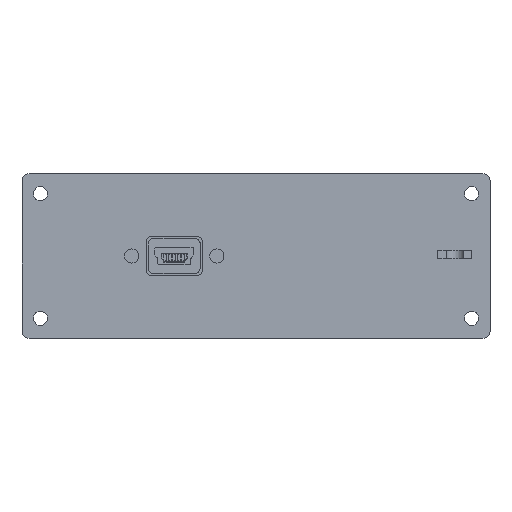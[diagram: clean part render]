
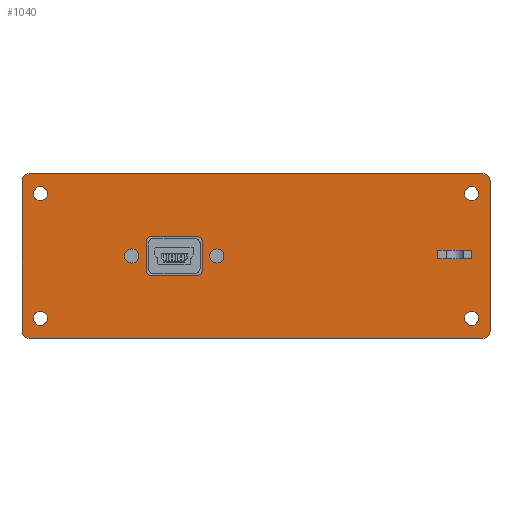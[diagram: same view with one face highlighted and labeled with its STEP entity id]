
A CAD part, top view. The second image highlights one B-rep face of the part: STEP entity #1040.
In plain terms, the highlighted planar face has unit normal (0, 0, 1).
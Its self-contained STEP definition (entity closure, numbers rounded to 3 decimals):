
#219=CARTESIAN_POINT('',(73.307,13.997,1.0));
#220=VERTEX_POINT('',#219);
#227=CARTESIAN_POINT('',(79.307,13.997,1.0));
#228=VERTEX_POINT('',#227);
#229=CARTESIAN_POINT('',(79.307,13.997,1.0));
#230=DIRECTION('',(-1.0,0.0,0.0));
#231=VECTOR('',#230,6.0);
#232=LINE('',#229,#231);
#233=EDGE_CURVE('',#228,#220,#232,.T.);
#250=CARTESIAN_POINT('',(73.307,15.497,1.0));
#251=VERTEX_POINT('',#250);
#258=CARTESIAN_POINT('',(73.307,13.997,1.0));
#259=DIRECTION('',(0.0,1.0,0.0));
#260=VECTOR('',#259,1.5);
#261=LINE('',#258,#260);
#262=EDGE_CURVE('',#220,#251,#261,.T.);
#275=CARTESIAN_POINT('',(79.307,15.497,1.0));
#276=VERTEX_POINT('',#275);
#277=CARTESIAN_POINT('',(79.307,15.497,1.0));
#278=DIRECTION('',(0.0,-1.0,0.0));
#279=VECTOR('',#278,1.5);
#280=LINE('',#277,#279);
#281=EDGE_CURVE('',#276,#228,#280,.T.);
#299=CARTESIAN_POINT('',(73.307,15.497,1.0));
#300=DIRECTION('',(1.0,0.0,0.0));
#301=VECTOR('',#300,6.0);
#302=LINE('',#299,#301);
#303=EDGE_CURVE('',#251,#276,#302,.T.);
#327=CARTESIAN_POINT('',(35.601,14.5,1.0));
#328=VERTEX_POINT('',#327);
#329=CARTESIAN_POINT('',(34.351,14.5,1.));
#330=DIRECTION('',(0.0,0.0,-1.0));
#331=DIRECTION('',(1.0,0.0,0.0));
#332=AXIS2_PLACEMENT_3D('',#329,#330,#331);
#333=CIRCLE('',#332,1.25);
#334=EDGE_CURVE('',#328,#328,#333,.T.);
#355=CARTESIAN_POINT('',(20.579,14.5,1.0));
#356=VERTEX_POINT('',#355);
#357=CARTESIAN_POINT('',(19.329,14.5,1.));
#358=DIRECTION('',(0.0,0.0,-1.0));
#359=DIRECTION('',(1.0,0.0,0.0));
#360=AXIS2_PLACEMENT_3D('',#357,#358,#359);
#361=CIRCLE('',#360,1.25);
#362=EDGE_CURVE('',#356,#356,#361,.T.);
#383=CARTESIAN_POINT('',(31.834,16.916,1.0));
#384=VERTEX_POINT('',#383);
#391=CARTESIAN_POINT('',(30.834,17.916,1.0));
#392=VERTEX_POINT('',#391);
#393=CARTESIAN_POINT('',(30.834,16.916,1.0));
#394=DIRECTION('',(0.0,0.0,-1.0));
#395=DIRECTION('',(1.0,0.0,0.0));
#396=AXIS2_PLACEMENT_3D('',#393,#394,#395);
#397=CIRCLE('',#396,1.);
#398=EDGE_CURVE('',#392,#384,#397,.T.);
#423=CARTESIAN_POINT('',(22.863,17.916,1.0));
#424=VERTEX_POINT('',#423);
#425=CARTESIAN_POINT('',(22.863,17.916,1.0));
#426=DIRECTION('',(1.0,0.0,0.0));
#427=VECTOR('',#426,7.971);
#428=LINE('',#425,#427);
#429=EDGE_CURVE('',#424,#392,#428,.T.);
#455=CARTESIAN_POINT('',(21.863,16.916,1.0));
#456=VERTEX_POINT('',#455);
#457=CARTESIAN_POINT('',(22.863,16.916,1.0));
#458=DIRECTION('',(0.0,0.0,-1.0));
#459=DIRECTION('',(0.0,1.0,0.0));
#460=AXIS2_PLACEMENT_3D('',#457,#458,#459);
#461=CIRCLE('',#460,1.);
#462=EDGE_CURVE('',#456,#424,#461,.T.);
#487=CARTESIAN_POINT('',(21.863,12.078,1.0));
#488=VERTEX_POINT('',#487);
#489=CARTESIAN_POINT('',(21.863,12.078,1.0));
#490=DIRECTION('',(0.0,1.0,0.0));
#491=VECTOR('',#490,4.838);
#492=LINE('',#489,#491);
#493=EDGE_CURVE('',#488,#456,#492,.T.);
#519=CARTESIAN_POINT('',(22.863,11.078,1.0));
#520=VERTEX_POINT('',#519);
#521=CARTESIAN_POINT('',(22.863,12.078,1.0));
#522=DIRECTION('',(0.0,0.0,-1.0));
#523=DIRECTION('',(-1.0,0.0,0.0));
#524=AXIS2_PLACEMENT_3D('',#521,#522,#523);
#525=CIRCLE('',#524,1.);
#526=EDGE_CURVE('',#520,#488,#525,.T.);
#551=CARTESIAN_POINT('',(30.834,11.078,1.0));
#552=VERTEX_POINT('',#551);
#553=CARTESIAN_POINT('',(30.834,11.078,1.0));
#554=DIRECTION('',(-1.0,0.0,0.0));
#555=VECTOR('',#554,7.971);
#556=LINE('',#553,#555);
#557=EDGE_CURVE('',#552,#520,#556,.T.);
#583=CARTESIAN_POINT('',(31.834,12.078,1.0));
#584=VERTEX_POINT('',#583);
#585=CARTESIAN_POINT('',(30.834,12.078,1.0));
#586=DIRECTION('',(0.0,0.0,-1.0));
#587=DIRECTION('',(0.0,-1.0,0.0));
#588=AXIS2_PLACEMENT_3D('',#585,#586,#587);
#589=CIRCLE('',#588,1.);
#590=EDGE_CURVE('',#584,#552,#589,.T.);
#613=CARTESIAN_POINT('',(31.834,16.916,1.0));
#614=DIRECTION('',(0.0,-1.0,0.0));
#615=VECTOR('',#614,4.838);
#616=LINE('',#613,#615);
#617=EDGE_CURVE('',#384,#584,#616,.T.);
#628=CARTESIAN_POINT('',(80.5,25.5,1.0));
#629=VERTEX_POINT('',#628);
#630=CARTESIAN_POINT('',(79.25,25.5,1.0));
#631=DIRECTION('',(0.0,0.0,-1.0));
#632=DIRECTION('',(-1.0,0.0,0.0));
#633=AXIS2_PLACEMENT_3D('',#630,#631,#632);
#634=CIRCLE('',#633,1.25);
#635=EDGE_CURVE('',#629,#629,#634,.T.);
#656=CARTESIAN_POINT('',(80.5,3.5,1.0));
#657=VERTEX_POINT('',#656);
#658=CARTESIAN_POINT('',(79.25,3.5,1.0));
#659=DIRECTION('',(0.0,0.0,-1.0));
#660=DIRECTION('',(-1.0,0.0,0.0));
#661=AXIS2_PLACEMENT_3D('',#658,#659,#660);
#662=CIRCLE('',#661,1.25);
#663=EDGE_CURVE('',#657,#657,#662,.T.);
#684=CARTESIAN_POINT('',(4.5,25.5,1.0));
#685=VERTEX_POINT('',#684);
#686=CARTESIAN_POINT('',(3.25,25.5,1.0));
#687=DIRECTION('',(0.0,0.0,-1.0));
#688=DIRECTION('',(-1.0,0.0,0.0));
#689=AXIS2_PLACEMENT_3D('',#686,#687,#688);
#690=CIRCLE('',#689,1.25);
#691=EDGE_CURVE('',#685,#685,#690,.T.);
#712=CARTESIAN_POINT('',(4.5,3.5,1.0));
#713=VERTEX_POINT('',#712);
#714=CARTESIAN_POINT('',(3.25,3.5,1.0));
#715=DIRECTION('',(0.0,0.0,-1.0));
#716=DIRECTION('',(-1.0,0.0,0.0));
#717=AXIS2_PLACEMENT_3D('',#714,#715,#716);
#718=CIRCLE('',#717,1.25);
#719=EDGE_CURVE('',#713,#713,#718,.T.);
#740=CARTESIAN_POINT('',(0.,27.73,1.0));
#741=VERTEX_POINT('',#740);
#742=CARTESIAN_POINT('',(1.27,29.,1.0));
#743=VERTEX_POINT('',#742);
#744=CARTESIAN_POINT('',(1.27,27.73,1.0));
#745=DIRECTION('',(0.0,0.0,-1.0));
#746=DIRECTION('',(0.0,-1.0,0.0));
#747=AXIS2_PLACEMENT_3D('',#744,#745,#746);
#748=CIRCLE('',#747,1.27);
#749=EDGE_CURVE('',#741,#743,#748,.T.);
#782=CARTESIAN_POINT('',(81.23,29.,1.0));
#783=VERTEX_POINT('',#782);
#784=CARTESIAN_POINT('',(1.27,29.,1.0));
#785=DIRECTION('',(1.0,0.0,0.0));
#786=VECTOR('',#785,79.96);
#787=LINE('',#784,#786);
#788=EDGE_CURVE('',#743,#783,#787,.T.);
#813=CARTESIAN_POINT('',(82.5,27.73,1.0));
#814=VERTEX_POINT('',#813);
#815=CARTESIAN_POINT('',(81.23,27.73,1.0));
#816=DIRECTION('',(0.0,0.0,-1.0));
#817=DIRECTION('',(-1.0,0.0,0.0));
#818=AXIS2_PLACEMENT_3D('',#815,#816,#817);
#819=CIRCLE('',#818,1.27);
#820=EDGE_CURVE('',#783,#814,#819,.T.);
#846=CARTESIAN_POINT('',(82.5,1.27,1.0));
#847=VERTEX_POINT('',#846);
#848=CARTESIAN_POINT('',(82.5,27.73,1.0));
#849=DIRECTION('',(0.0,-1.0,0.0));
#850=VECTOR('',#849,26.46);
#851=LINE('',#848,#850);
#852=EDGE_CURVE('',#814,#847,#851,.T.);
#877=CARTESIAN_POINT('',(81.23,0.,1.0));
#878=VERTEX_POINT('',#877);
#879=CARTESIAN_POINT('',(81.23,1.27,1.0));
#880=DIRECTION('',(0.0,0.0,-1.0));
#881=DIRECTION('',(0.0,1.0,0.0));
#882=AXIS2_PLACEMENT_3D('',#879,#880,#881);
#883=CIRCLE('',#882,1.27);
#884=EDGE_CURVE('',#847,#878,#883,.T.);
#910=CARTESIAN_POINT('',(1.27,0.,1.0));
#911=VERTEX_POINT('',#910);
#912=CARTESIAN_POINT('',(81.23,0.,1.0));
#913=DIRECTION('',(-1.0,0.0,0.0));
#914=VECTOR('',#913,79.96);
#915=LINE('',#912,#914);
#916=EDGE_CURVE('',#878,#911,#915,.T.);
#941=CARTESIAN_POINT('',(0.,1.27,1.0));
#942=VERTEX_POINT('',#941);
#943=CARTESIAN_POINT('',(1.27,1.27,1.0));
#944=DIRECTION('',(0.0,0.0,-1.0));
#945=DIRECTION('',(1.0,0.0,0.0));
#946=AXIS2_PLACEMENT_3D('',#943,#944,#945);
#947=CIRCLE('',#946,1.27);
#948=EDGE_CURVE('',#911,#942,#947,.T.);
#974=CARTESIAN_POINT('',(0.,1.27,1.0));
#975=DIRECTION('',(0.0,1.0,0.0));
#976=VECTOR('',#975,26.46);
#977=LINE('',#974,#976);
#978=EDGE_CURVE('',#942,#741,#977,.T.);
#991=CARTESIAN_POINT('',(41.25,14.5,1.0));
#992=DIRECTION('',(0.0,0.0,1.0));
#993=DIRECTION('',(1.0,0.0,0.0));
#994=AXIS2_PLACEMENT_3D('',#991,#992,#993);
#995=PLANE('',#994);
#996=ORIENTED_EDGE('',*,*,#749,.F.);
#997=ORIENTED_EDGE('',*,*,#978,.F.);
#998=ORIENTED_EDGE('',*,*,#948,.F.);
#999=ORIENTED_EDGE('',*,*,#916,.F.);
#1000=ORIENTED_EDGE('',*,*,#884,.F.);
#1001=ORIENTED_EDGE('',*,*,#852,.F.);
#1002=ORIENTED_EDGE('',*,*,#820,.F.);
#1003=ORIENTED_EDGE('',*,*,#788,.F.);
#1004=EDGE_LOOP('',(#996,#997,#998,#999,#1000,#1001,#1002,#1003));
#1005=FACE_OUTER_BOUND('',#1004,.T.);
#1006=ORIENTED_EDGE('',*,*,#281,.T.);
#1007=ORIENTED_EDGE('',*,*,#233,.T.);
#1008=ORIENTED_EDGE('',*,*,#262,.T.);
#1009=ORIENTED_EDGE('',*,*,#303,.T.);
#1010=EDGE_LOOP('',(#1006,#1007,#1008,#1009));
#1011=FACE_BOUND('',#1010,.T.);
#1012=ORIENTED_EDGE('',*,*,#334,.T.);
#1013=EDGE_LOOP('',(#1012));
#1014=FACE_BOUND('',#1013,.T.);
#1015=ORIENTED_EDGE('',*,*,#362,.T.);
#1016=EDGE_LOOP('',(#1015));
#1017=FACE_BOUND('',#1016,.T.);
#1018=ORIENTED_EDGE('',*,*,#526,.T.);
#1019=ORIENTED_EDGE('',*,*,#493,.T.);
#1020=ORIENTED_EDGE('',*,*,#462,.T.);
#1021=ORIENTED_EDGE('',*,*,#429,.T.);
#1022=ORIENTED_EDGE('',*,*,#398,.T.);
#1023=ORIENTED_EDGE('',*,*,#617,.T.);
#1024=ORIENTED_EDGE('',*,*,#590,.T.);
#1025=ORIENTED_EDGE('',*,*,#557,.T.);
#1026=EDGE_LOOP('',(#1018,#1019,#1020,#1021,#1022,#1023,#1024,#1025));
#1027=FACE_BOUND('',#1026,.T.);
#1028=ORIENTED_EDGE('',*,*,#635,.T.);
#1029=EDGE_LOOP('',(#1028));
#1030=FACE_BOUND('',#1029,.T.);
#1031=ORIENTED_EDGE('',*,*,#663,.T.);
#1032=EDGE_LOOP('',(#1031));
#1033=FACE_BOUND('',#1032,.T.);
#1034=ORIENTED_EDGE('',*,*,#691,.T.);
#1035=EDGE_LOOP('',(#1034));
#1036=FACE_BOUND('',#1035,.T.);
#1037=ORIENTED_EDGE('',*,*,#719,.T.);
#1038=EDGE_LOOP('',(#1037));
#1039=FACE_BOUND('',#1038,.T.);
#1040=ADVANCED_FACE('',(#1005,#1011,#1014,#1017,#1027,#1030,#1033,#1036,#1039),#995,.T.);
